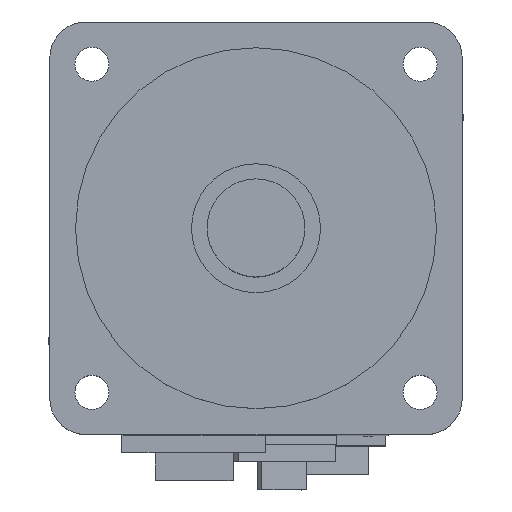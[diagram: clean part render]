
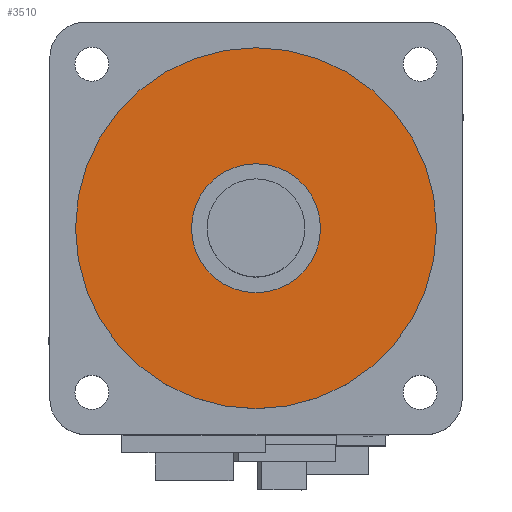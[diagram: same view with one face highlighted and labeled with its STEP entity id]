
A CAD part, top view. The second image highlights one B-rep face of the part: STEP entity #3510.
In plain terms, the highlighted planar face has unit normal (0, 0, 1).
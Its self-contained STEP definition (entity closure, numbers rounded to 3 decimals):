
#43=FACE_BOUND('',#580,.T.);
#166=PLANE('',#3890);
#355=FACE_OUTER_BOUND('',#579,.T.);
#579=EDGE_LOOP('',(#3219));
#580=EDGE_LOOP('',(#3220));
#1419=CIRCLE('',#3889,35.);
#1420=CIRCLE('',#3891,12.5);
#1749=VERTEX_POINT('',#5963);
#1750=VERTEX_POINT('',#5967);
#2242=EDGE_CURVE('',#1749,#1749,#1419,.T.);
#2244=EDGE_CURVE('',#1750,#1750,#1420,.T.);
#3219=ORIENTED_EDGE('',*,*,#2242,.F.);
#3220=ORIENTED_EDGE('',*,*,#2244,.F.);
#3510=ADVANCED_FACE('',(#355,#43),#166,.T.);
#3889=AXIS2_PLACEMENT_3D('',#5964,#4922,#4923);
#3890=AXIS2_PLACEMENT_3D('',#5966,#4925,#4926);
#3891=AXIS2_PLACEMENT_3D('',#5968,#4927,#4928);
#4922=DIRECTION('center_axis',(0.,0.,-1.));
#4923=DIRECTION('ref_axis',(1.,0.,0.));
#4925=DIRECTION('center_axis',(0.,0.,1.));
#4926=DIRECTION('ref_axis',(1.,0.,0.));
#4927=DIRECTION('center_axis',(0.,0.,1.));
#4928=DIRECTION('ref_axis',(1.,0.,0.));
#5963=CARTESIAN_POINT('',(35.,0.,3.));
#5964=CARTESIAN_POINT('Origin',(0.,0.,3.));
#5966=CARTESIAN_POINT('Origin',(0.,0.,3.));
#5967=CARTESIAN_POINT('',(-12.5,0.,3.));
#5968=CARTESIAN_POINT('Origin',(0.,0.,3.));
